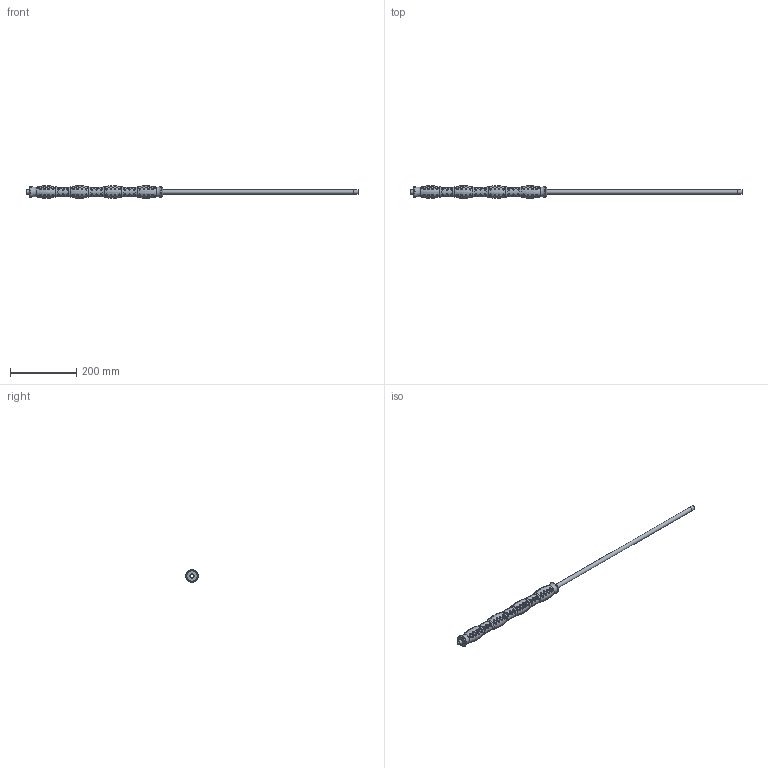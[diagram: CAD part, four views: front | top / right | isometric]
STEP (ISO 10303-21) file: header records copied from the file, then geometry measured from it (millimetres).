
FILE_DESCRIPTION(/* description */ ('Unknown'),/* implementation_level */ '2;1');
FILE_NAME(/* name */ '200026410',/* time_stamp */ '2020-03-27T10:20:12+01:00',/* author */ ('Unknown'),/* organization */ ('Unknown'),/* preprocessor_version */ 'ST-DEVELOPER v16.7',/* originating_system */ 'DEX',/* authorisation */ $);
FILE_SCHEMA (('AUTOMOTIVE_DESIGN {1 0 10303 214 3 1 1}'));
Length unit declared in the file: millimetre
Products named in the file (1): Part1
Bounding box: 1000 x 37.94 x 38 mm (x, y, z)
Volume: 351028.5 mm3; surface area: 100207.9 mm2
Topology: 1 solids, 1 shells, 348 faces, 1056 edges, 778 vertices
Faces by surface type: sphere 280, torus 40, plane 20, cylinder 8
Full cylindrical faces by diameter (mm): 9.7 x1, 12.7 x2, 13.16 x2, 30 x3
Entity records: 12784 total; most frequent: CARTESIAN_POINT 4965, DIRECTION 870, ORIENTED_EDGE 828, EDGE_LOOP 660, FACE_BOUND 660, AXIS2_PLACEMENT_3D 435, EDGE_CURVE 414, VERTEX_POINT 378
